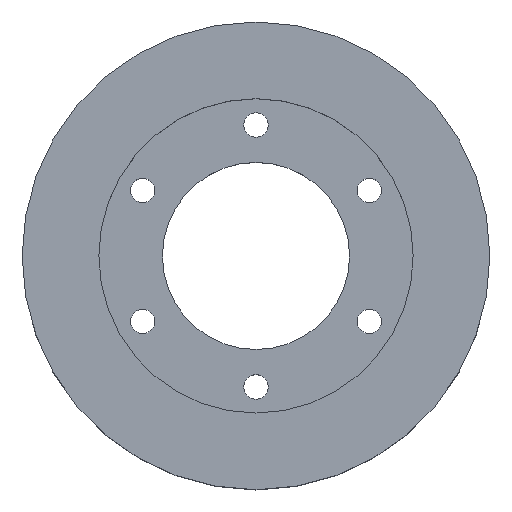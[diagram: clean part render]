
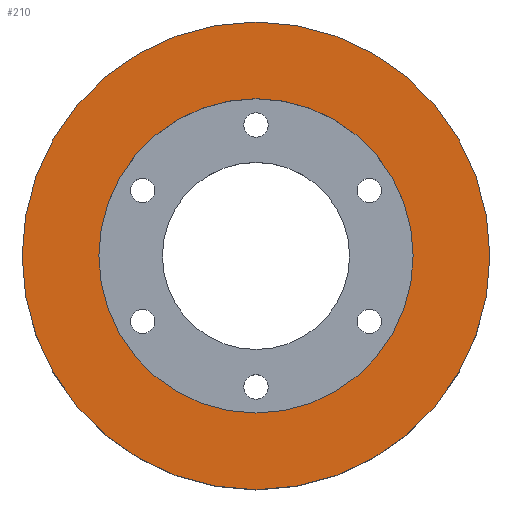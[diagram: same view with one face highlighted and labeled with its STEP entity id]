
A CAD part, top view. The second image highlights one B-rep face of the part: STEP entity #210.
In plain terms, the highlighted planar face has unit normal (0, 0, 1).
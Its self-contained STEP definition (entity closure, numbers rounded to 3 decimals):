
#1 = DIRECTION ( 'NONE',  ( 0., 0., 1. ) ) ;
#22 = CIRCLE ( 'NONE', #159, 62.5 ) ;
#34 = VERTEX_POINT ( 'NONE', #202 ) ;
#57 = ORIENTED_EDGE ( 'NONE', *, *, #407, .T. ) ;
#66 = CARTESIAN_POINT ( 'NONE',  ( 0., 0., 23. ) ) ;
#71 = DIRECTION ( 'NONE',  ( 1., 0., 0. ) ) ;
#119 = EDGE_CURVE ( 'NONE', #34, #183, #193, .T. ) ;
#136 = CARTESIAN_POINT ( 'NONE',  ( -42., 0., 23. ) ) ;
#138 = ORIENTED_EDGE ( 'NONE', *, *, #322, .F. ) ;
#151 = FACE_BOUND ( 'NONE', #545, .T. ) ;
#153 = DIRECTION ( 'NONE',  ( 1., 0., 0. ) ) ;
#159 = AXIS2_PLACEMENT_3D ( 'NONE', #671, #674, #282 ) ;
#183 = VERTEX_POINT ( 'NONE', #419 ) ;
#193 = CIRCLE ( 'NONE', #414, 62.5 ) ;
#202 = CARTESIAN_POINT ( 'NONE',  ( -62.5, 0., 23. ) ) ;
#203 = AXIS2_PLACEMENT_3D ( 'NONE', #66, #663, #403 ) ;
#207 = AXIS2_PLACEMENT_3D ( 'NONE', #415, #622, #487 ) ;
#210 = ADVANCED_FACE ( 'NONE', ( #424, #151 ), #359, .T. ) ;
#259 = VERTEX_POINT ( 'NONE', #136 ) ;
#282 = DIRECTION ( 'NONE',  ( 1., 0., 0. ) ) ;
#322 = EDGE_CURVE ( 'NONE', #259, #682, #616, .T. ) ;
#343 = CARTESIAN_POINT ( 'NONE',  ( 0., 0., 23. ) ) ;
#359 = PLANE ( 'NONE',  #207 ) ;
#403 = DIRECTION ( 'NONE',  ( 1., 0., 0. ) ) ;
#407 = EDGE_CURVE ( 'NONE', #183, #34, #22, .T. ) ;
#408 = ORIENTED_EDGE ( 'NONE', *, *, #119, .T. ) ;
#414 = AXIS2_PLACEMENT_3D ( 'NONE', #725, #1, #71 ) ;
#415 = CARTESIAN_POINT ( 'NONE',  ( 0., 0., 23. ) ) ;
#419 = CARTESIAN_POINT ( 'NONE',  ( 62.5, 0., 23. ) ) ;
#424 = FACE_OUTER_BOUND ( 'NONE', #638, .T. ) ;
#445 = AXIS2_PLACEMENT_3D ( 'NONE', #343, #608, #153 ) ;
#446 = EDGE_CURVE ( 'NONE', #682, #259, #575, .T. ) ;
#487 = DIRECTION ( 'NONE',  ( 1., 0., 0. ) ) ;
#545 = EDGE_LOOP ( 'NONE', ( #138, #708 ) ) ;
#573 = CARTESIAN_POINT ( 'NONE',  ( 42., 0., 23. ) ) ;
#575 = CIRCLE ( 'NONE', #445, 42. ) ;
#608 = DIRECTION ( 'NONE',  ( 0., 0., 1. ) ) ;
#616 = CIRCLE ( 'NONE', #203, 42. ) ;
#622 = DIRECTION ( 'NONE',  ( 0., 0., 1. ) ) ;
#638 = EDGE_LOOP ( 'NONE', ( #408, #57 ) ) ;
#663 = DIRECTION ( 'NONE',  ( 0., 0., 1. ) ) ;
#671 = CARTESIAN_POINT ( 'NONE',  ( 0., 0., 23. ) ) ;
#674 = DIRECTION ( 'NONE',  ( 0., 0., 1. ) ) ;
#682 = VERTEX_POINT ( 'NONE', #573 ) ;
#708 = ORIENTED_EDGE ( 'NONE', *, *, #446, .F. ) ;
#725 = CARTESIAN_POINT ( 'NONE',  ( 0., 0., 23. ) ) ;
